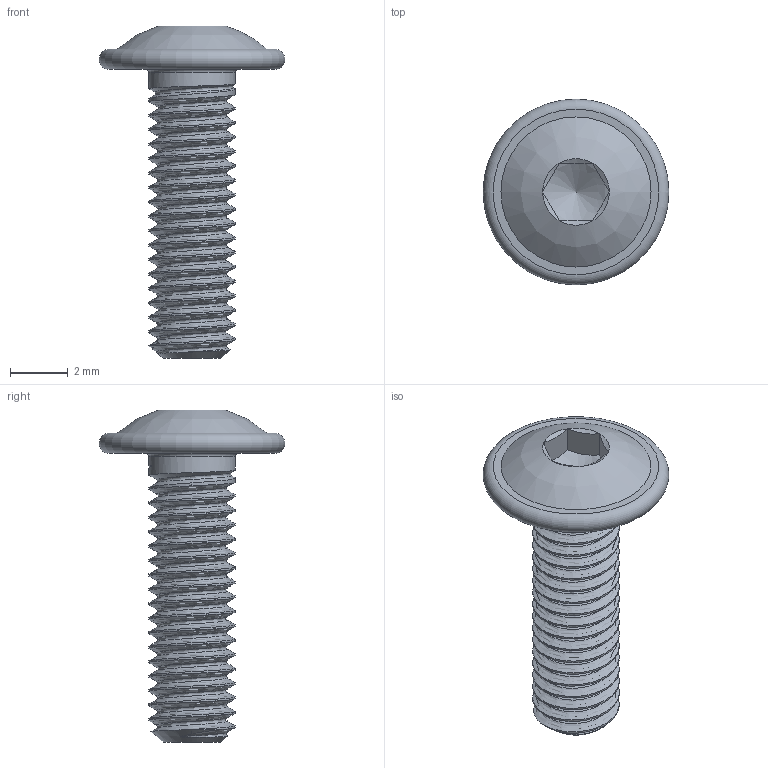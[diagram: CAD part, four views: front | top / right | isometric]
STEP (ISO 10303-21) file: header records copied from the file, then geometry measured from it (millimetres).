
FILE_DESCRIPTION(/* description */ (''),/* implementation_level */ '2;1');
FILE_NAME(/* name */ 'ISO_7380_M3X10.step',/* time_stamp */ '2023-01-07T19:04:10+01:00',/* author */ (''),/* organization */ (''),/* preprocessor_version */ 'ST-DEVELOPER v19.2',/* originating_system */ 'Autodesk Translation Framework v11.17.0.187',/* authorisation */ '');
FILE_SCHEMA (('AUTOMOTIVE_DESIGN { 1 0 10303 214 3 1 1 }'));
Length unit declared in the file: millimetre
Products named in the file (1): ISO_7380_M3X10
Bounding box: 6.44 x 6.44 x 11.5 mm (x, y, z)
Volume: 88.6 mm3; surface area: 215.8 mm2
Topology: 1 solids, 1 shells, 46 faces, 121 edges, 78 vertices
Faces by surface type: cylinder 19, cone 9, plane 9, bspline 7, torus 2
Full cylindrical faces by diameter (mm): 3 x18
Entity records: 15158 total; most frequent: CARTESIAN_POINT 14150, ORIENTED_EDGE 240, DIRECTION 144, EDGE_CURVE 120, VERTEX_POINT 78, B_SPLINE_CURVE_WITH_KNOTS 61, AXIS2_PLACEMENT_3D 57, EDGE_LOOP 48
